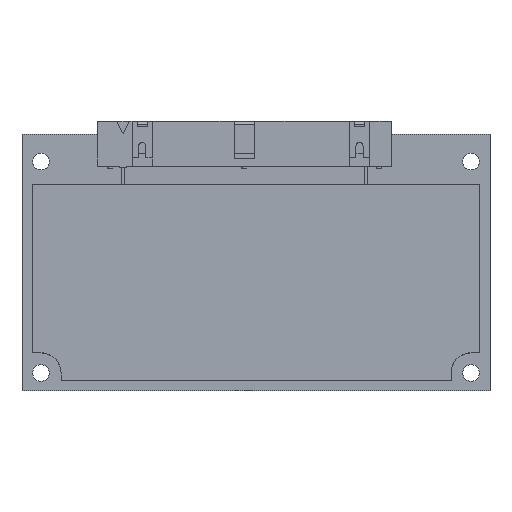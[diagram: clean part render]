
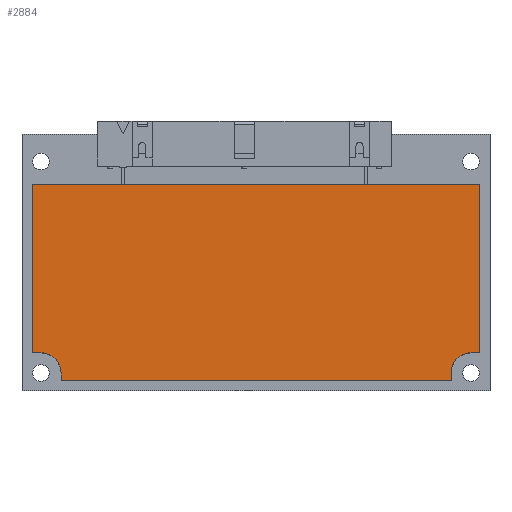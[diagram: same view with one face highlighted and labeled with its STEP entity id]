
A CAD part, top view. The second image highlights one B-rep face of the part: STEP entity #2884.
In plain terms, the highlighted planar face has unit normal (0, 0, 1).
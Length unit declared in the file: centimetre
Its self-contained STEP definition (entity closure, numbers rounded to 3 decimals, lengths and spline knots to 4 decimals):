
#659=CIRCLE('',#3056,0.4);
#661=CIRCLE('',#3062,0.4);
#691=VERTEX_POINT('',#3295);
#692=VERTEX_POINT('',#3296);
#695=VERTEX_POINT('',#3304);
#697=VERTEX_POINT('',#3310);
#699=VERTEX_POINT('',#3316);
#701=VERTEX_POINT('',#3322);
#703=VERTEX_POINT('',#3328);
#705=VERTEX_POINT('',#3334);
#707=VERTEX_POINT('',#3340);
#709=VERTEX_POINT('',#3346);
#989=VECTOR('',#3136,1.);
#993=VECTOR('',#3141,1.);
#997=VECTOR('',#3152,1.);
#1000=VECTOR('',#3156,1.);
#1003=VECTOR('',#3160,1.);
#1007=VECTOR('',#3171,1.);
#1010=VECTOR('',#3175,1.);
#1013=VECTOR('',#3179,1.);
#1053=LINE('',#3294,#989);
#1057=LINE('',#3303,#993);
#1061=LINE('',#3315,#997);
#1064=LINE('',#3321,#1000);
#1067=LINE('',#3327,#1003);
#1071=LINE('',#3339,#1007);
#1074=LINE('',#3345,#1010);
#1077=LINE('',#3351,#1013);
#1125=EDGE_CURVE('',#691,#692,#1053,.T.);
#1129=EDGE_CURVE('',#692,#695,#1057,.T.);
#1132=EDGE_CURVE('',#695,#697,#659,.T.);
#1135=EDGE_CURVE('',#697,#699,#1061,.T.);
#1138=EDGE_CURVE('',#699,#701,#1064,.T.);
#1141=EDGE_CURVE('',#701,#703,#1067,.T.);
#1144=EDGE_CURVE('',#703,#705,#661,.T.);
#1147=EDGE_CURVE('',#705,#707,#1071,.T.);
#1150=EDGE_CURVE('',#707,#709,#1074,.T.);
#1153=EDGE_CURVE('',#709,#691,#1077,.T.);
#1640=ORIENTED_EDGE('',*,*,#1125,.F.);
#1641=ORIENTED_EDGE('',*,*,#1153,.F.);
#1642=ORIENTED_EDGE('',*,*,#1150,.F.);
#1643=ORIENTED_EDGE('',*,*,#1147,.F.);
#1644=ORIENTED_EDGE('',*,*,#1144,.F.);
#1645=ORIENTED_EDGE('',*,*,#1141,.F.);
#1646=ORIENTED_EDGE('',*,*,#1138,.F.);
#1647=ORIENTED_EDGE('',*,*,#1135,.F.);
#1648=ORIENTED_EDGE('',*,*,#1132,.F.);
#1649=ORIENTED_EDGE('',*,*,#1129,.F.);
#2502=EDGE_LOOP('',(#1640,#1641,#1642,#1643,#1644,#1645,#1646,#1647,#1648,
#1649));
#2699=FACE_BOUND('',#2502,.T.);
#2884=ADVANCED_FACE('',(#2699),#5127,.T.);
#3056=AXIS2_PLACEMENT_3D('',#3309,#3146,#3147);
#3062=AXIS2_PLACEMENT_3D('',#3333,#3165,#3166);
#3067=AXIS2_PLACEMENT_3D('',#3353,#3181,$);
#3136=DIRECTION('',(0.,-1.,0.));
#3141=DIRECTION('',(-1.,0.,0.));
#3146=DIRECTION('',(0.,0.,1.));
#3147=DIRECTION('',(0.4,0.,0.));
#3152=DIRECTION('',(0.,-1.,0.));
#3156=DIRECTION('',(-1.,0.,0.));
#3160=DIRECTION('',(0.,1.,0.));
#3165=DIRECTION('',(0.,0.,1.));
#3166=DIRECTION('',(0.4,0.,0.));
#3171=DIRECTION('',(-1.,0.,0.));
#3175=DIRECTION('',(0.,1.,0.));
#3179=DIRECTION('',(1.,0.,0.));
#3181=DIRECTION('',(0.,0.,1.));
#3294=CARTESIAN_POINT('',(18.6711,0.3454,1.46));
#3295=CARTESIAN_POINT('',(18.6711,0.3454,1.46));
#3296=CARTESIAN_POINT('',(18.6711,-3.0046,1.46));
#3303=CARTESIAN_POINT('',(18.6711,-3.0046,1.46));
#3304=CARTESIAN_POINT('',(18.4961,-3.0046,1.46));
#3309=CARTESIAN_POINT('',(18.4961,-3.4046,1.46));
#3310=CARTESIAN_POINT('',(18.0961,-3.4046,1.46));
#3315=CARTESIAN_POINT('',(18.0961,-3.4046,1.46));
#3316=CARTESIAN_POINT('',(18.0961,-3.5546,1.46));
#3321=CARTESIAN_POINT('',(18.0961,-3.5546,1.46));
#3322=CARTESIAN_POINT('',(10.3461,-3.5546,1.46));
#3327=CARTESIAN_POINT('',(10.3461,-3.5546,1.46));
#3328=CARTESIAN_POINT('',(10.3461,-3.4046,1.46));
#3333=CARTESIAN_POINT('',(9.9461,-3.4046,1.46));
#3334=CARTESIAN_POINT('',(9.9461,-3.0046,1.46));
#3339=CARTESIAN_POINT('',(9.9461,-3.0046,1.46));
#3340=CARTESIAN_POINT('',(9.7711,-3.0046,1.46));
#3345=CARTESIAN_POINT('',(9.7711,-3.0046,1.46));
#3346=CARTESIAN_POINT('',(9.7711,0.3454,1.46));
#3351=CARTESIAN_POINT('',(9.7711,0.3454,1.46));
#3353=CARTESIAN_POINT('',(14.2211,-1.5617,1.46));
#5127=PLANE('',#3067);
